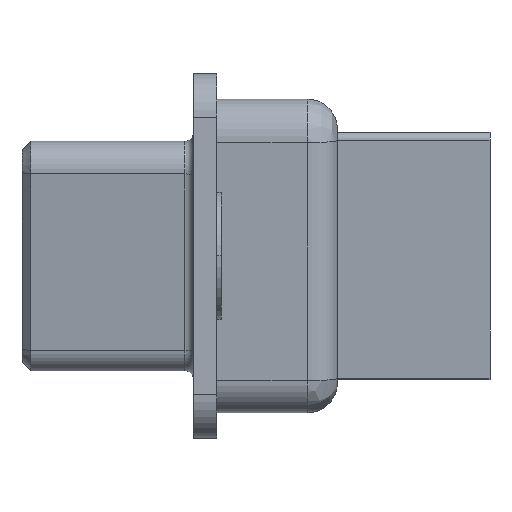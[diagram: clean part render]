
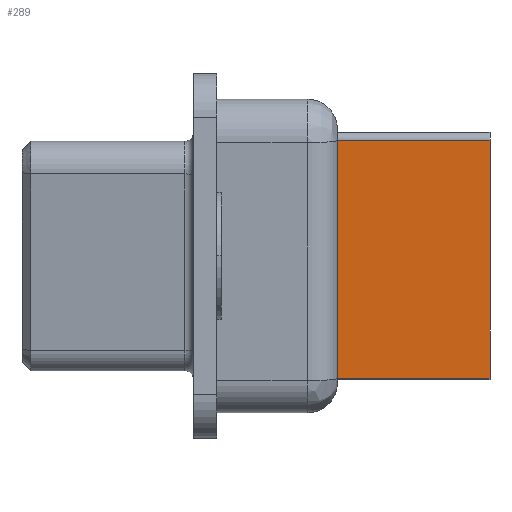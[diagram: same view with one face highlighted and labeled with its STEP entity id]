
A CAD part, left-side view. The second image highlights one B-rep face of the part: STEP entity #289.
In plain terms, the highlighted planar face has unit normal (-0.998, 0, -0.07).
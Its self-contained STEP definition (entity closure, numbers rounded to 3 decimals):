
#85=CARTESIAN_POINT('',(-7.952,0.,-4.204));
#86=VERTEX_POINT('',#85);
#94=CARTESIAN_POINT('',(-8.528,0.,3.982));
#95=VERTEX_POINT('',#94);
#96=CARTESIAN_POINT('',(-7.952,0.,-4.204));
#97=DIRECTION('',(-0.07,0.,0.998));
#98=VECTOR('',#97,8.206);
#99=LINE('',#96,#98);
#100=EDGE_CURVE('',#86,#95,#99,.T.);
#247=CARTESIAN_POINT('',(-7.952,-9.4,-4.204));
#248=VERTEX_POINT('',#247);
#256=CARTESIAN_POINT('',(-7.952,-9.4,-4.204));
#257=DIRECTION('',(0.,1.,0.));
#258=VECTOR('',#257,9.4);
#259=LINE('',#256,#258);
#260=EDGE_CURVE('',#248,#86,#259,.T.);
#266=CARTESIAN_POINT('',(-8.24,-4.7,-0.111));
#267=DIRECTION('',(-0.07,0.,0.998));
#268=DIRECTION('',(-0.998,0.,-0.07));
#269=AXIS2_PLACEMENT_3D('',#266,#268,#267);
#270=PLANE('',#269);
#271=ORIENTED_EDGE('',*,*,#260,.F.);
#272=CARTESIAN_POINT('',(-8.528,-9.4,3.982));
#273=VERTEX_POINT('',#272);
#274=CARTESIAN_POINT('',(-7.952,-9.4,-4.204));
#275=DIRECTION('',(-0.07,0.,0.998));
#276=VECTOR('',#275,8.206);
#277=LINE('',#274,#276);
#278=EDGE_CURVE('',#248,#273,#277,.T.);
#279=ORIENTED_EDGE('',*,*,#278,.T.);
#280=CARTESIAN_POINT('',(-8.528,-9.4,3.982));
#281=DIRECTION('',(0.,1.,0.));
#282=VECTOR('',#281,9.4);
#283=LINE('',#280,#282);
#284=EDGE_CURVE('',#273,#95,#283,.T.);
#285=ORIENTED_EDGE('',*,*,#284,.T.);
#286=ORIENTED_EDGE('',*,*,#100,.F.);
#287=EDGE_LOOP('',(#271,#279,#285,#286));
#288=FACE_OUTER_BOUND('',#287,.T.);
#289=ADVANCED_FACE('',(#288),#270,.T.);
